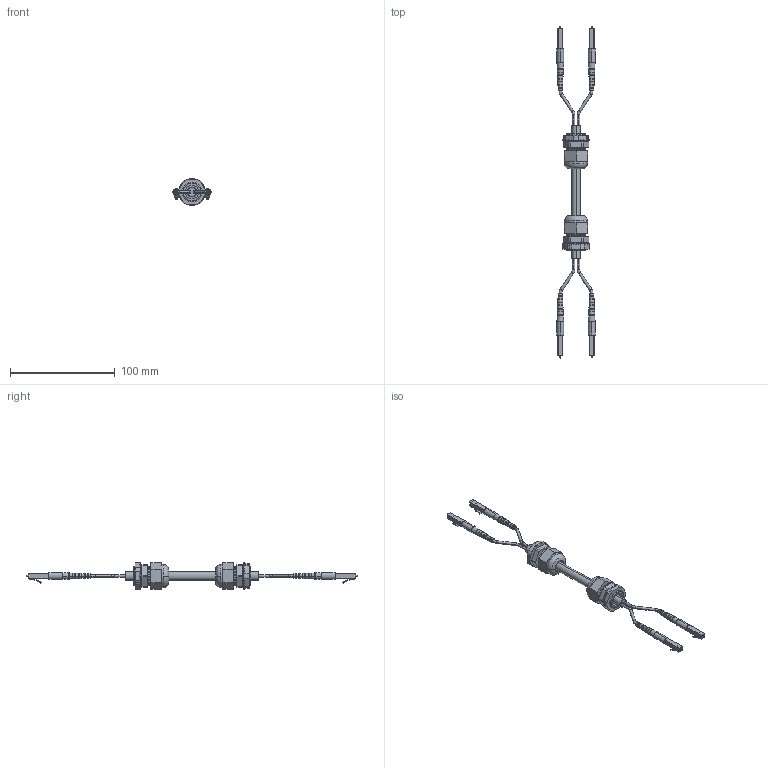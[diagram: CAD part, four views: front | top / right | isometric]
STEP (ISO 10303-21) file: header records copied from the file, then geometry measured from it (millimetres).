
FILE_DESCRIPTION (( 'STEP AP214' ), '1' );
FILE_NAME ('FODLCG.STEP', '2006-10-30T16:33:43', ( 'X' ), ( 'L-COM' ), 'SwSTEP 2.0', 'SolidWorks 2006052', '' );
FILE_SCHEMA (( 'AUTOMOTIVE_DESIGN' ));
Length unit declared in the file: inch
Products named in the file (9): 1AL06-048_FODLCG; LN-PG11; CONN-LC3-220-3-MA1_WITHOU BACK CLIP; CONN-LC3-220-3-MA2; CONN-LC3-220-3; CG-PG11; CG-PG11-MA1; FODLCG
Assembly tree (13 placements, depth 3):
  FODLCG
    LN-PG11  x2
    CG-PG11  x2
      CG-PG11
      CG-PG11-MA1
    CONN-LC3-220-3  x4
      CONN-LC3-220-3-MA1_WITHOU BACK CLIP
      CONN-LC3-220-3-MA2
    1AL06-048_FODLCG
Bounding box: 36.32 x 316.48 x 25.66 mm (x, y, z)
Volume: 28671.1 mm3; surface area: 29497.5 mm2
Topology: 15 solids, 15 shells, 978 faces, 2490 edges, 1516 vertices
Faces by surface type: plane 464, cylinder 242, cone 224, torus 32, sphere 16
Entity records: 12392 total; most frequent: CARTESIAN_POINT 2135, DIRECTION 2003, ORIENTED_EDGE 1766, EDGE_CURVE 883, AXIS2_PLACEMENT_3D 790, VERTEX_POINT 530, VECTOR 423, LINE 423
